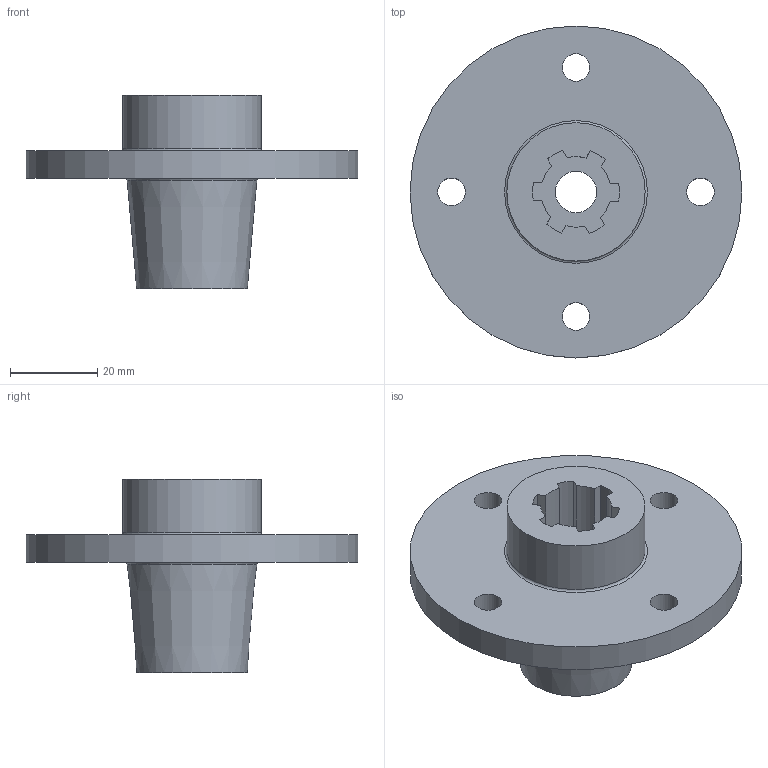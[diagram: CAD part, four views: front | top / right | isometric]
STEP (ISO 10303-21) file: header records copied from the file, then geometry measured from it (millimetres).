
FILE_DESCRIPTION(/* description */ ('Coupler for Denso 6 Tooth Motor'),/* implementation_level */ '2;1');
FILE_NAME(/* name */ 'MOT_Coupler_Denso-6.ipt.step',/* time_stamp */ '2014-01-07T11:20:50-08:00',/* author */ ('Autodesk, Inc.'),/* organization */ ('Autodesk, Inc.'),/* preprocessor_version */ 'ST-DEVELOPER v15.2',/* originating_system */ 'Autodesk Inventor 2014',/* authorisation */ '');
FILE_SCHEMA (('AUTOMOTIVE_DESIGN { 1 0 10303 214 3 1 1 }'));
Length unit declared in the file: inch
Products named in the file (1): MOT_Coupler_Denso-6
Bounding box: 76.2 x 76.2 x 44.45 mm (x, y, z)
Volume: 43554.4 mm3; surface area: 16726 mm2
Topology: 1 solids, 1 shells, 44 faces, 117 edges, 79 vertices
Faces by surface type: plane 21, cylinder 20, torus 2, cone 1
Full cylindrical faces by diameter (mm): 6.35 x4, 9.525 x1, 31.75 x1, 76.2 x1
Entity records: 1337 total; most frequent: DIRECTION 236, CARTESIAN_POINT 221, ORIENTED_EDGE 204, EDGE_CURVE 102, AXIS2_PLACEMENT_3D 89, VERTEX_POINT 74, EDGE_LOOP 68, LINE 58
